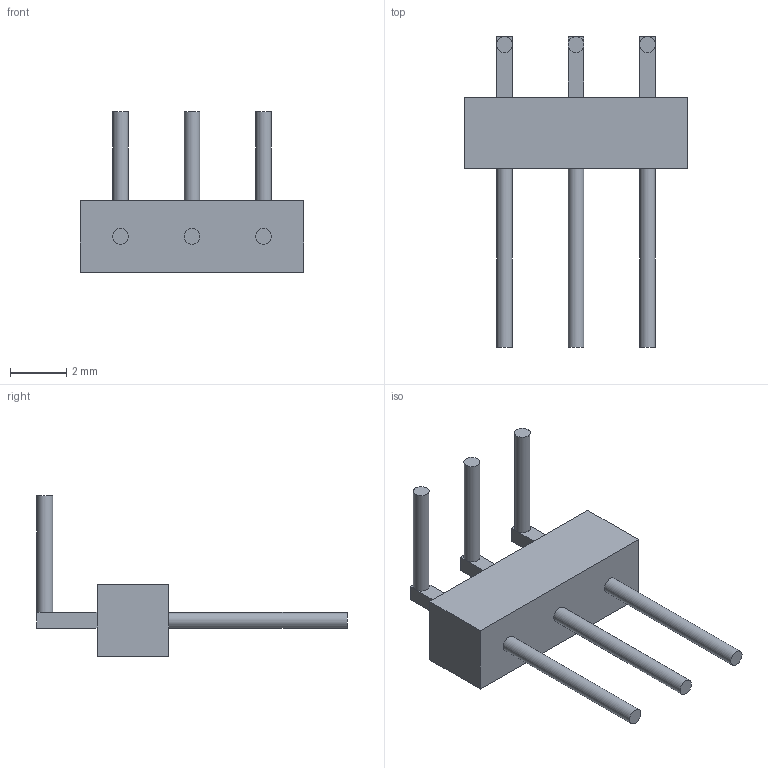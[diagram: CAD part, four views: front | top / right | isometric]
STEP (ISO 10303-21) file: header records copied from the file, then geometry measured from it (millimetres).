
FILE_DESCRIPTION(/* description */ (''),/* implementation_level */ '2;1');
FILE_NAME(/* name */ '90deg-Header.ipt.step',/* time_stamp */ '2020-04-16T23:10:22-04:00',/* author */ ('Jordan'),/* organization */ (''),/* preprocessor_version */ 'ST-DEVELOPER v17',/* originating_system */ 'Autodesk Inventor 2019',/* authorisation */ '');
FILE_SCHEMA (('AUTOMOTIVE_DESIGN { 1 0 10303 214 3 1 1 }','INTEGRATED_CNC_SCHEMA'));
Length unit declared in the file: inch
Products named in the file (1): 90deg-Header
Bounding box: 7.94 x 11.03 x 5.7 mm (x, y, z)
Volume: 61.2 mm3; surface area: 164.1 mm2
Topology: 1 solids, 1 shells, 39 faces, 90 edges, 59 vertices
Faces by surface type: plane 33, cylinder 6
Full cylindrical faces by diameter (mm): 0.566 x6
Entity records: 1167 total; most frequent: DIRECTION 197, CARTESIAN_POINT 189, ORIENTED_EDGE 180, EDGE_CURVE 90, AXIS2_PLACEMENT_3D 67, LINE 63, VECTOR 63, VERTEX_POINT 59
